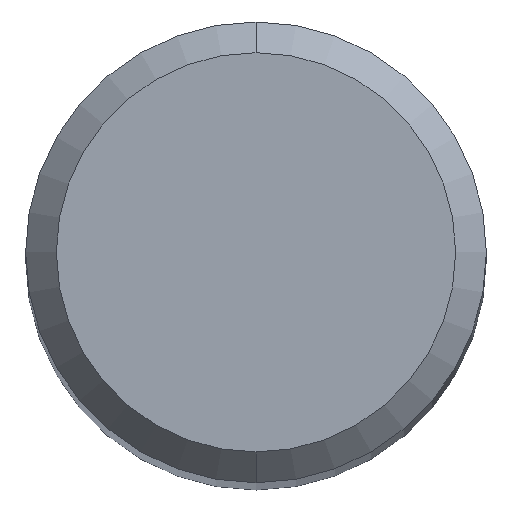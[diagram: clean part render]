
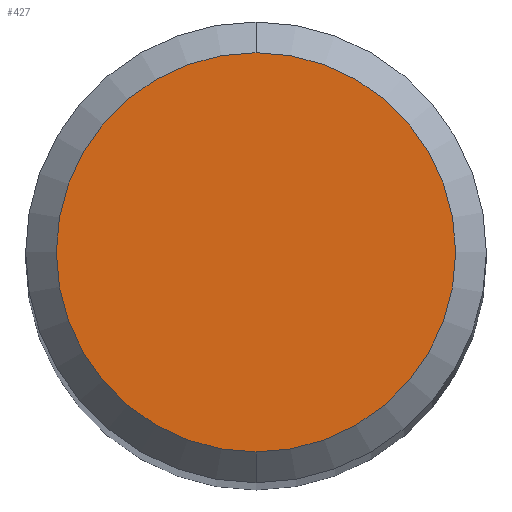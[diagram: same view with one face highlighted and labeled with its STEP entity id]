
A CAD part, top view. The second image highlights one B-rep face of the part: STEP entity #427.
In plain terms, the highlighted planar face has unit normal (0, 0, 1).
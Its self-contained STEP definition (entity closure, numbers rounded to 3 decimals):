
#239=EDGE_CURVE('',#319,#285,#550,.T.);
#285=VERTEX_POINT('',#600);
#305=EDGE_CURVE('',#285,#319,#622,.T.);
#319=VERTEX_POINT('',#639);
#427=ADVANCED_FACE('',(#760),#761,.T.);
#550=CIRCLE('',#982,2.6);
#600=CARTESIAN_POINT('',(0.,-2.6,0.0));
#622=CIRCLE('',#1122,2.6);
#639=CARTESIAN_POINT('',(0.0,2.6,0.0));
#760=FACE_OUTER_BOUND('',#1381,.T.);
#761=PLANE('',#1382);
#982=AXIS2_PLACEMENT_3D('',#1503,#1504,#1505);
#1122=AXIS2_PLACEMENT_3D('',#1584,#1585,#1586);
#1381=EDGE_LOOP('',(#1755,#1756));
#1382=AXIS2_PLACEMENT_3D('',#1757,#1758,#1759);
#1503=CARTESIAN_POINT('',(0.0,0.0,0.0));
#1504=DIRECTION('',(0.0,0.0,-1.0));
#1505=DIRECTION('',(0.0,1.0,0.0));
#1584=CARTESIAN_POINT('',(0.0,0.0,0.0));
#1585=DIRECTION('',(0.0,0.0,-1.0));
#1586=DIRECTION('',(0.0,1.0,0.0));
#1755=ORIENTED_EDGE('',*,*,#239,.F.);
#1756=ORIENTED_EDGE('',*,*,#305,.F.);
#1757=CARTESIAN_POINT('',(0.0,1.3,0.0));
#1758=DIRECTION('',(-0.0,0.0,1.0));
#1759=DIRECTION('',(0.0,-1.0,0.0));
